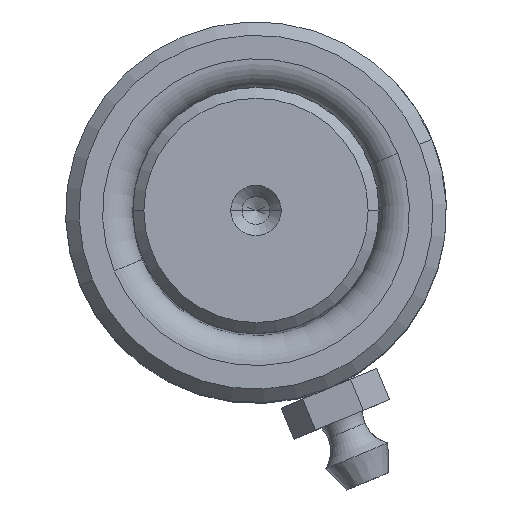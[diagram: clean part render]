
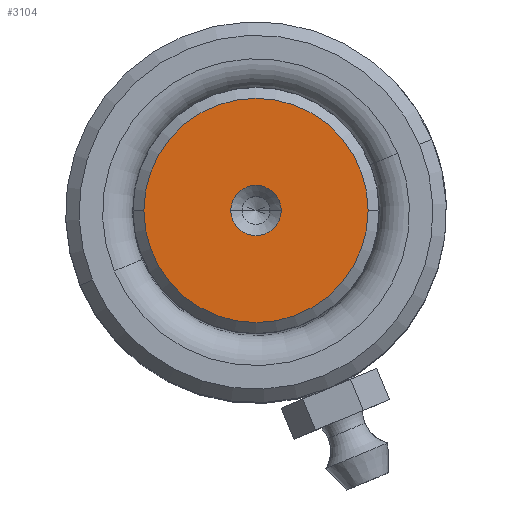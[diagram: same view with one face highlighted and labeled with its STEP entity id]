
A CAD part, top view. The second image highlights one B-rep face of the part: STEP entity #3104.
In plain terms, the highlighted planar face has unit normal (0, 0, 1).
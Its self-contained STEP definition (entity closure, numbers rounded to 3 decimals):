
#42 = DIRECTION ( 'NONE',  ( 1., 0., 0. ) ) ;
#201 = EDGE_LOOP ( 'NONE', ( #1067, #6476 ) ) ;
#383 = VERTEX_POINT ( 'NONE', #6359 ) ;
#515 = VERTEX_POINT ( 'NONE', #1638 ) ;
#659 = CARTESIAN_POINT ( 'NONE',  ( 0., 0., 140. ) ) ;
#849 = EDGE_CURVE ( 'NONE', #3895, #383, #1364, .T. ) ;
#981 = DIRECTION ( 'NONE',  ( 0., 0., 1. ) ) ;
#1067 = ORIENTED_EDGE ( 'NONE', *, *, #6128, .F. ) ;
#1076 = EDGE_CURVE ( 'NONE', #6232, #515, #3702, .T. ) ;
#1364 = CIRCLE ( 'NONE', #3688, 2.25 ) ;
#1487 = ORIENTED_EDGE ( 'NONE', *, *, #1076, .T. ) ;
#1633 = EDGE_CURVE ( 'NONE', #515, #6232, #4942, .T. ) ;
#1638 = CARTESIAN_POINT ( 'NONE',  ( 10.009, 0., 140. ) ) ;
#1691 = DIRECTION ( 'NONE',  ( 0., 0., 1. ) ) ;
#2028 = PLANE ( 'NONE',  #6448 ) ;
#2154 = CIRCLE ( 'NONE', #5906, 2.25 ) ;
#2247 = DIRECTION ( 'NONE',  ( 0., 0., 1. ) ) ;
#2383 = DIRECTION ( 'NONE',  ( 1., 0., 0. ) ) ;
#2825 = CARTESIAN_POINT ( 'NONE',  ( 0., 0., 140. ) ) ;
#2933 = FACE_BOUND ( 'NONE', #201, .T. ) ;
#3066 = CARTESIAN_POINT ( 'NONE',  ( 0., 0., 140. ) ) ;
#3104 = ADVANCED_FACE ( 'NONE', ( #2933, #6441 ), #2028, .T. ) ;
#3298 = DIRECTION ( 'NONE',  ( 1., 0., 0. ) ) ;
#3688 = AXIS2_PLACEMENT_3D ( 'NONE', #2825, #5040, #2383 ) ;
#3702 = CIRCLE ( 'NONE', #6292, 10.009 ) ;
#3895 = VERTEX_POINT ( 'NONE', #5003 ) ;
#4624 = DIRECTION ( 'NONE',  ( 1., 0., 0. ) ) ;
#4662 = ORIENTED_EDGE ( 'NONE', *, *, #1633, .T. ) ;
#4942 = CIRCLE ( 'NONE', #6158, 10.009 ) ;
#5003 = CARTESIAN_POINT ( 'NONE',  ( -2.25, 0., 140. ) ) ;
#5040 = DIRECTION ( 'NONE',  ( 0., 0., 1. ) ) ;
#5150 = EDGE_LOOP ( 'NONE', ( #1487, #4662 ) ) ;
#5169 = DIRECTION ( 'NONE',  ( 0., 0., 1. ) ) ;
#5768 = CARTESIAN_POINT ( 'NONE',  ( 0., 0., 140. ) ) ;
#5906 = AXIS2_PLACEMENT_3D ( 'NONE', #659, #2247, #42 ) ;
#6031 = CARTESIAN_POINT ( 'NONE',  ( -10.009, 0., 140. ) ) ;
#6128 = EDGE_CURVE ( 'NONE', #383, #3895, #2154, .T. ) ;
#6158 = AXIS2_PLACEMENT_3D ( 'NONE', #3066, #5169, #4624 ) ;
#6232 = VERTEX_POINT ( 'NONE', #6031 ) ;
#6292 = AXIS2_PLACEMENT_3D ( 'NONE', #6455, #1691, #3298 ) ;
#6359 = CARTESIAN_POINT ( 'NONE',  ( 2.25, 0., 140. ) ) ;
#6376 = DIRECTION ( 'NONE',  ( 1., 0., 0. ) ) ;
#6441 = FACE_OUTER_BOUND ( 'NONE', #5150, .T. ) ;
#6448 = AXIS2_PLACEMENT_3D ( 'NONE', #5768, #981, #6376 ) ;
#6455 = CARTESIAN_POINT ( 'NONE',  ( 0., 0., 140. ) ) ;
#6476 = ORIENTED_EDGE ( 'NONE', *, *, #849, .F. ) ;
